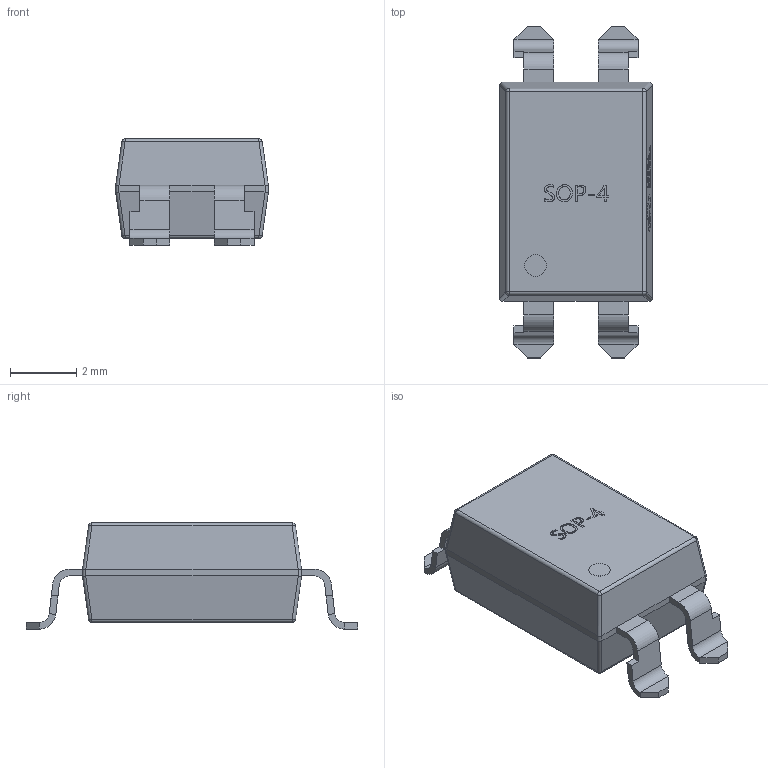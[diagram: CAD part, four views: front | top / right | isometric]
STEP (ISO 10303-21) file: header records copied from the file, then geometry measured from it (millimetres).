
FILE_DESCRIPTION (( 'STEP AP214' ), '1' );
FILE_NAME ('SOP-4_L6.5-W4.6-H3.4-LS10.0-P2.54.step', '2022-07-26T10:12:40', ( '' ), ( '' ), 'SwSTEP 2.0', 'SolidWorks 2020', '' );
FILE_SCHEMA (( 'AUTOMOTIVE_DESIGN' ));
Length unit declared in the file: millimetre
Products named in the file (1): SOP-4_L6.5-W4.6-H3.4-LS10.0-P2.54
Bounding box: 4.6 x 10 x 3.2 mm (x, y, z)
Volume: 87.3 mm3; surface area: 145.1 mm2
Topology: 14 solids, 14 shells, 483 faces, 1229 edges, 790 vertices
Faces by surface type: plane 299, bspline 138, cylinder 38, sphere 8
Entity records: 22539 total; most frequent: CARTESIAN_POINT 6401, ORIENTED_EDGE 2458, DIRECTION 1677, EDGE_CURVE 1229, LINE 865, VECTOR 865, VERTEX_POINT 790, EDGE_LOOP 511
